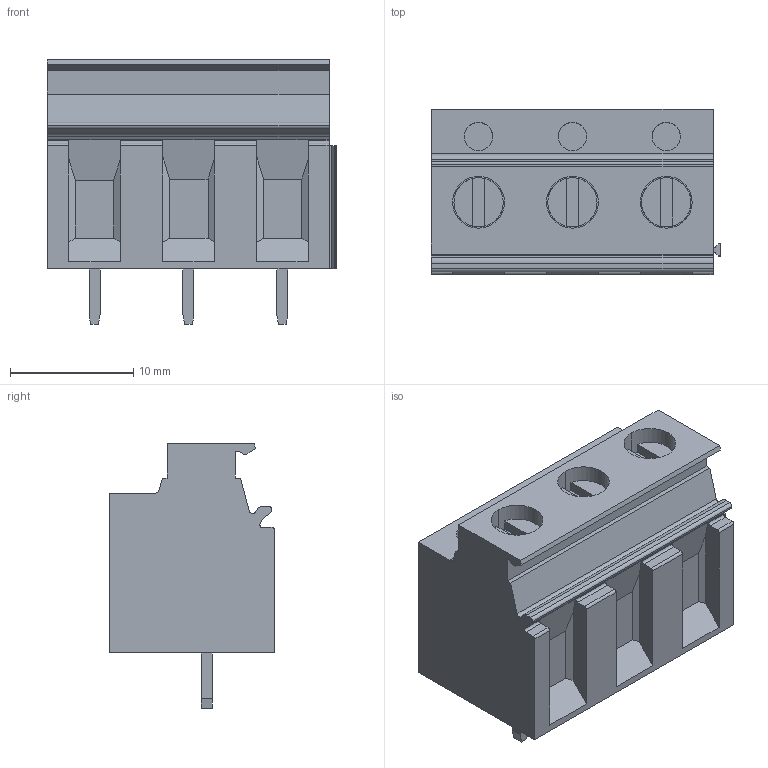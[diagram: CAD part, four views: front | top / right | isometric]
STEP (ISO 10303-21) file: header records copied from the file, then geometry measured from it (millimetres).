
FILE_DESCRIPTION(('CATIA V5 STEP Exchange','CAx-IF Rec.Pracs.--- Model Styling and Organization---1.4--- 2014-01-23'),'2;1');
FILE_NAME ('038689-2_0_1594690000_1594690000.stp','2021-07-26T13:26:24+00:00',('none'),('Weidmueller'),'CATIA Version 5-6 Release 2016 SP3 HF44','CATIA V5 STEP AP214','none');
FILE_SCHEMA(('AUTOMOTIVE_DESIGN { 1 0 10303 214 1 1 1 1 }'));
Length unit declared in the file: millimetre
Products named in the file (1): 1594690000
Bounding box: 23.46 x 13.4 x 21.5 mm (x, y, z)
Volume: 4050.5 mm3; surface area: 2557.8 mm2
Topology: 7 solids, 7 shells, 149 faces, 381 edges, 252 vertices
Faces by surface type: plane 106, cylinder 43
Entity records: 4519 total; most frequent: CARTESIAN_POINT 876, ORIENTED_EDGE 762, DIRECTION 608, EDGE_CURVE 381, VECTOR 283, LINE 283, VERTEX_POINT 252, AXIS2_PLACEMENT_3D 206
